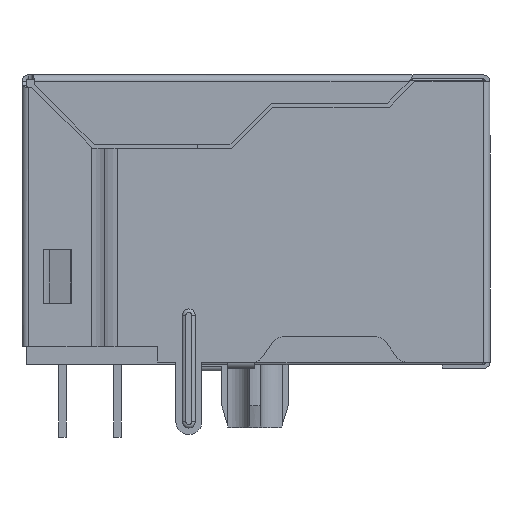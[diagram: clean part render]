
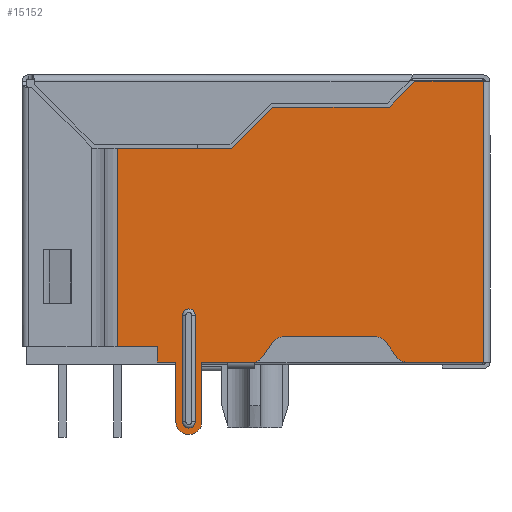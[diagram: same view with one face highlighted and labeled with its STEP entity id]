
A CAD part, left-side view. The second image highlights one B-rep face of the part: STEP entity #15152.
In plain terms, the highlighted face is planar.
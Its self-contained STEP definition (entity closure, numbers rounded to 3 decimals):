
#295=CIRCLE('',#15504,0.5);
#297=CIRCLE('',#15507,0.5);
#299=CIRCLE('',#15510,0.5);
#301=CIRCLE('',#15513,0.5);
#432=CIRCLE('',#15880,0.3);
#436=CIRCLE('',#15887,0.3);
#437=CIRCLE('',#15892,0.6);
#2114=ORIENTED_EDGE('',*,*,#4808,.F.);
#2115=ORIENTED_EDGE('',*,*,#4806,.F.);
#2116=ORIENTED_EDGE('',*,*,#4800,.F.);
#2117=ORIENTED_EDGE('',*,*,#4802,.F.);
#2118=ORIENTED_EDGE('',*,*,#4105,.F.);
#2119=ORIENTED_EDGE('',*,*,#4081,.T.);
#2120=ORIENTED_EDGE('',*,*,#4844,.T.);
#2121=ORIENTED_EDGE('',*,*,#4821,.T.);
#2122=ORIENTED_EDGE('',*,*,#4845,.T.);
#2123=ORIENTED_EDGE('',*,*,#4842,.T.);
#2124=ORIENTED_EDGE('',*,*,#4839,.T.);
#2125=ORIENTED_EDGE('',*,*,#4836,.T.);
#2126=ORIENTED_EDGE('',*,*,#4831,.T.);
#2127=ORIENTED_EDGE('',*,*,#4783,.T.);
#2128=ORIENTED_EDGE('',*,*,#4829,.T.);
#2129=ORIENTED_EDGE('',*,*,#4825,.T.);
#2130=ORIENTED_EDGE('',*,*,#4846,.T.);
#2131=ORIENTED_EDGE('',*,*,#4809,.F.);
#2132=ORIENTED_EDGE('',*,*,#4812,.F.);
#2133=ORIENTED_EDGE('',*,*,#4814,.F.);
#2134=ORIENTED_EDGE('',*,*,#4847,.T.);
#2135=ORIENTED_EDGE('',*,*,#4117,.T.);
#2136=ORIENTED_EDGE('',*,*,#4073,.T.);
#2137=ORIENTED_EDGE('',*,*,#4100,.F.);
#2138=ORIENTED_EDGE('',*,*,#4069,.F.);
#2139=ORIENTED_EDGE('',*,*,#4103,.F.);
#2140=ORIENTED_EDGE('',*,*,#4077,.F.);
#4069=EDGE_CURVE('',#5694,#5695,#295,.T.);
#4073=EDGE_CURVE('',#5698,#5699,#297,.T.);
#4077=EDGE_CURVE('',#5702,#5703,#299,.T.);
#4081=EDGE_CURVE('',#5706,#5707,#301,.T.);
#4100=EDGE_CURVE('',#5695,#5699,#6749,.T.);
#4103=EDGE_CURVE('',#5703,#5694,#6752,.T.);
#4105=EDGE_CURVE('',#5706,#5702,#6754,.T.);
#4117=EDGE_CURVE('',#5725,#5698,#6764,.T.);
#4783=EDGE_CURVE('',#6163,#6162,#7163,.T.);
#4800=EDGE_CURVE('',#6175,#6172,#432,.T.);
#4802=EDGE_CURVE('',#6177,#6175,#7170,.T.);
#4806=EDGE_CURVE('',#6172,#6178,#7173,.T.);
#4808=EDGE_CURVE('',#6178,#6177,#436,.T.);
#4809=EDGE_CURVE('',#6180,#6181,#7174,.T.);
#4812=EDGE_CURVE('',#6182,#6180,#437,.T.);
#4814=EDGE_CURVE('',#6183,#6182,#7178,.T.);
#4821=EDGE_CURVE('',#6188,#6186,#7182,.T.);
#4825=EDGE_CURVE('',#6191,#6190,#7185,.T.);
#4829=EDGE_CURVE('',#6162,#6191,#7189,.T.);
#4831=EDGE_CURVE('',#6192,#6163,#7191,.T.);
#4836=EDGE_CURVE('',#6195,#6192,#7196,.T.);
#4839=EDGE_CURVE('',#6197,#6195,#7199,.T.);
#4842=EDGE_CURVE('',#6199,#6197,#7202,.T.);
#4844=EDGE_CURVE('',#5707,#6188,#7204,.T.);
#4845=EDGE_CURVE('',#6186,#6199,#7205,.T.);
#4846=EDGE_CURVE('',#6190,#6181,#7206,.T.);
#4847=EDGE_CURVE('',#6183,#5725,#7207,.T.);
#5694=VERTEX_POINT('',#19452);
#5695=VERTEX_POINT('',#19453);
#5698=VERTEX_POINT('',#19461);
#5699=VERTEX_POINT('',#19462);
#5702=VERTEX_POINT('',#19470);
#5703=VERTEX_POINT('',#19471);
#5706=VERTEX_POINT('',#19479);
#5707=VERTEX_POINT('',#19480);
#5725=VERTEX_POINT('',#19544);
#6162=VERTEX_POINT('',#21941);
#6163=VERTEX_POINT('',#21943);
#6172=VERTEX_POINT('',#21972);
#6175=VERTEX_POINT('',#21977);
#6177=VERTEX_POINT('',#21982);
#6178=VERTEX_POINT('',#21987);
#6180=VERTEX_POINT('',#21998);
#6181=VERTEX_POINT('',#21999);
#6182=VERTEX_POINT('',#22004);
#6183=VERTEX_POINT('',#22008);
#6186=VERTEX_POINT('',#22019);
#6188=VERTEX_POINT('',#22022);
#6190=VERTEX_POINT('',#22028);
#6191=VERTEX_POINT('',#22030);
#6192=VERTEX_POINT('',#22039);
#6195=VERTEX_POINT('',#22048);
#6197=VERTEX_POINT('',#22054);
#6199=VERTEX_POINT('',#22060);
#6749=LINE('',#19520,#7890);
#6752=LINE('',#19524,#7893);
#6754=LINE('',#19527,#7895);
#6764=LINE('',#19548,#7905);
#7163=LINE('',#21942,#8304);
#7170=LINE('',#21983,#8311);
#7173=LINE('',#21990,#8314);
#7174=LINE('',#21997,#8315);
#7178=LINE('',#22007,#8319);
#7182=LINE('',#22021,#8323);
#7185=LINE('',#22029,#8326);
#7189=LINE('',#22035,#8330);
#7191=LINE('',#22038,#8332);
#7196=LINE('',#22047,#8337);
#7199=LINE('',#22053,#8340);
#7202=LINE('',#22059,#8343);
#7204=LINE('',#22063,#8345);
#7205=LINE('',#22064,#8346);
#7206=LINE('',#22065,#8347);
#7207=LINE('',#22066,#8348);
#7890=VECTOR('',#16564,1000.);
#7893=VECTOR('',#16569,1000.);
#7895=VECTOR('',#16573,1000.);
#7905=VECTOR('',#16599,1000.);
#8304=VECTOR('',#17650,1000.);
#8311=VECTOR('',#17695,1000.);
#8314=VECTOR('',#17702,1000.);
#8315=VECTOR('',#17715,1000.);
#8319=VECTOR('',#17725,1000.);
#8323=VECTOR('',#17739,1000.);
#8326=VECTOR('',#17746,1000.);
#8330=VECTOR('',#17752,1000.);
#8332=VECTOR('',#17756,1000.);
#8337=VECTOR('',#17763,1000.);
#8340=VECTOR('',#17768,1000.);
#8343=VECTOR('',#17773,1000.);
#8345=VECTOR('',#17777,1000.);
#8346=VECTOR('',#17778,1000.);
#8347=VECTOR('',#17779,1000.);
#8348=VECTOR('',#17780,1000.);
#9243=EDGE_LOOP('',(#2114,#2115,#2116,#2117));
#9244=EDGE_LOOP('',(#2118,#2119,#2120,#2121,#2122,#2123,#2124,#2125,#2126,
#2127,#2128,#2129,#2130,#2131,#2132,#2133,#2134,#2135,#2136,#2137,#2138,
#2139,#2140));
#9887=FACE_BOUND('',#9243,.T.);
#9888=FACE_BOUND('',#9244,.T.);
#10416=PLANE('',#15906);
#15152=ADVANCED_FACE('',(#9887,#9888),#10416,.T.);
#15504=AXIS2_PLACEMENT_3D('',#19451,#16501,#16502);
#15507=AXIS2_PLACEMENT_3D('',#19460,#16509,#16510);
#15510=AXIS2_PLACEMENT_3D('',#19469,#16517,#16518);
#15513=AXIS2_PLACEMENT_3D('',#19478,#16525,#16526);
#15880=AXIS2_PLACEMENT_3D('',#21978,#17689,#17690);
#15887=AXIS2_PLACEMENT_3D('',#21993,#17707,#17708);
#15892=AXIS2_PLACEMENT_3D('',#22003,#17720,#17721);
#15906=AXIS2_PLACEMENT_3D('',#22062,#17775,#17776);
#16501=DIRECTION('',(1.,0.,0.));
#16502=DIRECTION('',(0.,1.,0.));
#16509=DIRECTION('',(1.,0.,0.));
#16510=DIRECTION('',(0.,1.,0.));
#16517=DIRECTION('',(1.,0.,0.));
#16518=DIRECTION('',(0.,1.,0.));
#16525=DIRECTION('',(1.,0.,0.));
#16526=DIRECTION('',(0.,1.,0.));
#16564=DIRECTION('',(0.,0.579,0.815));
#16569=DIRECTION('',(0.,1.,0.));
#16573=DIRECTION('',(0.,0.579,-0.815));
#16599=DIRECTION('',(0.,-1.,0.));
#17650=DIRECTION('',(0.,0.,1.));
#17689=DIRECTION('',(1.,0.,0.));
#17690=DIRECTION('',(0.,1.,0.));
#17695=DIRECTION('',(0.,0.,-1.));
#17702=DIRECTION('',(0.,0.,1.));
#17707=DIRECTION('',(1.,0.,0.));
#17708=DIRECTION('',(0.,1.,0.));
#17715=DIRECTION('',(0.,0.,-1.));
#17720=DIRECTION('',(-1.,0.,0.));
#17721=DIRECTION('',(0.,-1.,0.));
#17725=DIRECTION('',(0.,0.,1.));
#17739=DIRECTION('',(0.,0.,-1.));
#17746=DIRECTION('',(0.,0.,1.));
#17752=DIRECTION('',(0.,-1.,0.));
#17756=DIRECTION('',(0.,1.,0.));
#17763=DIRECTION('',(0.,0.707,0.707));
#17768=DIRECTION('',(0.,1.,0.));
#17773=DIRECTION('',(0.,0.707,0.707));
#17775=DIRECTION('',(1.,0.,0.));
#17776=DIRECTION('',(0.,1.,0.));
#17777=DIRECTION('',(0.,-1.,0.));
#17778=DIRECTION('',(0.,1.,0.));
#17779=DIRECTION('',(0.,-1.,0.));
#17780=DIRECTION('',(0.,-1.,0.));
#19451=CARTESIAN_POINT('',(8.,-1.209,5.819));
#19452=CARTESIAN_POINT('',(8.,-1.209,5.319));
#19453=CARTESIAN_POINT('',(8.,-0.801,5.529));
#19460=CARTESIAN_POINT('',(8.,0.134,5.982));
#19461=CARTESIAN_POINT('',(8.,0.05,6.475));
#19462=CARTESIAN_POINT('',(8.,-0.274,6.272));
#19469=CARTESIAN_POINT('',(8.,-5.572,5.819));
#19470=CARTESIAN_POINT('',(8.,-5.98,5.529));
#19471=CARTESIAN_POINT('',(8.,-5.572,5.319));
#19478=CARTESIAN_POINT('',(8.,-6.91,5.975));
#19479=CARTESIAN_POINT('',(8.,-6.502,6.264));
#19480=CARTESIAN_POINT('',(8.,-6.91,6.475));
#19520=CARTESIAN_POINT('',(8.,-0.951,5.319));
#19524=CARTESIAN_POINT('',(8.,-5.831,5.319));
#19527=CARTESIAN_POINT('',(8.,-6.652,6.475));
#19544=CARTESIAN_POINT('',(8.,1.3,6.475));
#19548=CARTESIAN_POINT('',(8.,1.3,6.475));
#21941=CARTESIAN_POINT('',(8.,6.4,5.775));
#21942=CARTESIAN_POINT('',(8.,6.4,-3.391));
#21943=CARTESIAN_POINT('',(8.,6.4,-3.391));
#21972=CARTESIAN_POINT('',(8.,3.4,4.325));
#21977=CARTESIAN_POINT('',(8.,2.8,4.325));
#21978=CARTESIAN_POINT('',(8.,3.1,4.325));
#21982=CARTESIAN_POINT('',(8.,2.8,9.225));
#21983=CARTESIAN_POINT('',(8.,2.8,6.475));
#21987=CARTESIAN_POINT('',(8.,3.4,9.225));
#21990=CARTESIAN_POINT('',(8.,3.4,6.475));
#21993=CARTESIAN_POINT('',(8.,3.1,9.225));
#21997=CARTESIAN_POINT('',(8.,3.7,9.225));
#21998=CARTESIAN_POINT('',(8.,3.7,9.225));
#21999=CARTESIAN_POINT('',(8.,3.7,6.475));
#22003=CARTESIAN_POINT('',(8.,3.1,9.225));
#22004=CARTESIAN_POINT('',(8.,2.5,9.225));
#22007=CARTESIAN_POINT('',(8.,2.5,6.475));
#22008=CARTESIAN_POINT('',(8.,2.5,6.475));
#22019=CARTESIAN_POINT('',(8.,-10.5,-6.475));
#22021=CARTESIAN_POINT('',(8.,-10.5,6.475));
#22022=CARTESIAN_POINT('',(8.,-10.5,6.475));
#22028=CARTESIAN_POINT('',(8.,4.55,6.475));
#22029=CARTESIAN_POINT('',(8.,4.55,6.475));
#22030=CARTESIAN_POINT('',(8.,4.55,5.775));
#22035=CARTESIAN_POINT('',(8.,4.55,5.775));
#22038=CARTESIAN_POINT('',(8.,1.124,-3.391));
#22039=CARTESIAN_POINT('',(8.,1.124,-3.391));
#22047=CARTESIAN_POINT('',(8.,-0.776,-5.291));
#22048=CARTESIAN_POINT('',(8.,-0.776,-5.291));
#22053=CARTESIAN_POINT('',(8.,-6.146,-5.291));
#22054=CARTESIAN_POINT('',(8.,-6.146,-5.291));
#22059=CARTESIAN_POINT('',(8.,-7.33,-6.475));
#22060=CARTESIAN_POINT('',(8.,-7.33,-6.475));
#22062=CARTESIAN_POINT('',(8.,-10.63,6.475));
#22063=CARTESIAN_POINT('',(8.,-10.63,6.475));
#22064=CARTESIAN_POINT('',(8.,-10.63,-6.475));
#22065=CARTESIAN_POINT('',(8.,-10.63,6.475));
#22066=CARTESIAN_POINT('',(8.,-10.63,6.475));
